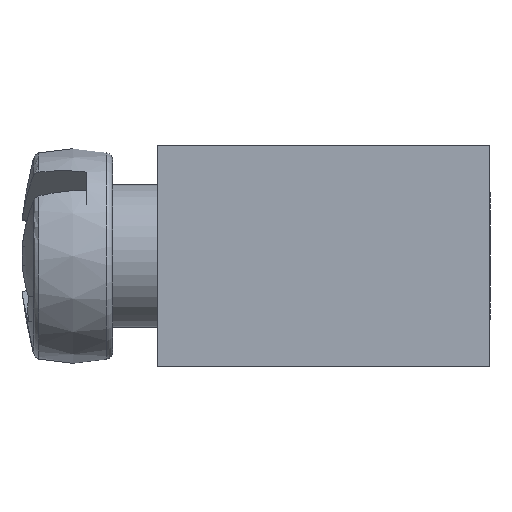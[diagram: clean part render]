
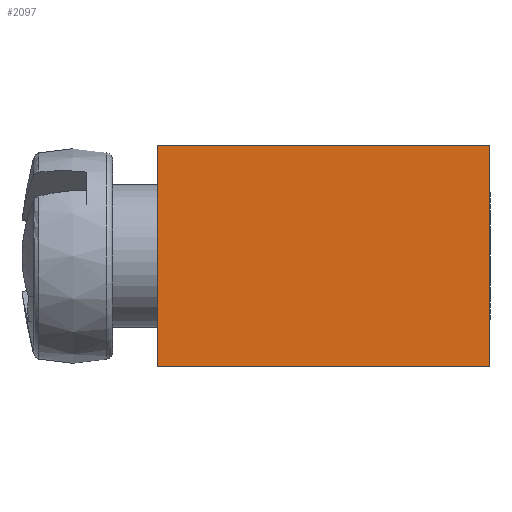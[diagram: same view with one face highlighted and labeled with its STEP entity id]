
A CAD part, left-side view. The second image highlights one B-rep face of the part: STEP entity #2097.
In plain terms, the highlighted planar face has unit normal (-1, 0, 0).
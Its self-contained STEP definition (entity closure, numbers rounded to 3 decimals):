
#119=LINE('',#3392,#153);
#121=LINE('',#3443,#155);
#126=LINE('',#4144,#160);
#127=LINE('',#4146,#161);
#153=VECTOR('',#2470,9.);
#155=VECTOR('',#2520,9.);
#160=VECTOR('',#2845,6.);
#161=VECTOR('',#2848,6.);
#188=PLANE('',#2335);
#677=FACE_OUTER_BOUND('',#956,.T.);
#956=EDGE_LOOP('',(#1702,#1703,#1704,#1705));
#1062=VERTEX_POINT('',#3385);
#1065=VERTEX_POINT('',#3390);
#1089=VERTEX_POINT('',#3440);
#1090=VERTEX_POINT('',#3442);
#1252=EDGE_CURVE('',#1065,#1062,#119,.T.);
#1276=EDGE_CURVE('',#1089,#1090,#121,.T.);
#1374=EDGE_CURVE('',#1090,#1065,#126,.T.);
#1375=EDGE_CURVE('',#1062,#1089,#127,.T.);
#1702=ORIENTED_EDGE('',*,*,#1374,.F.);
#1703=ORIENTED_EDGE('',*,*,#1276,.F.);
#1704=ORIENTED_EDGE('',*,*,#1375,.F.);
#1705=ORIENTED_EDGE('',*,*,#1252,.F.);
#2097=ADVANCED_FACE('',(#677),#188,.T.);
#2335=AXIS2_PLACEMENT_3D('',#4145,#2846,#2847);
#2470=DIRECTION('',(0.,1.,0.));
#2520=DIRECTION('',(0.,-1.,0.));
#2845=DIRECTION('',(0.,0.,-1.));
#2846=DIRECTION('center_axis',(-1.,0.,0.));
#2847=DIRECTION('ref_axis',(0.,-1.,0.));
#2848=DIRECTION('',(0.,0.,1.));
#3385=CARTESIAN_POINT('',(-75.,4.5,-3.));
#3390=CARTESIAN_POINT('',(-75.,-4.5,-3.));
#3392=CARTESIAN_POINT('',(-75.,-4.5,-3.));
#3440=CARTESIAN_POINT('',(-75.,4.5,3.));
#3442=CARTESIAN_POINT('',(-75.,-4.5,3.));
#3443=CARTESIAN_POINT('',(-75.,-4.5,3.));
#4144=CARTESIAN_POINT('',(-75.,-4.5,0.));
#4145=CARTESIAN_POINT('Origin',(-75.,4.5,0.));
#4146=CARTESIAN_POINT('',(-75.,4.5,0.));
